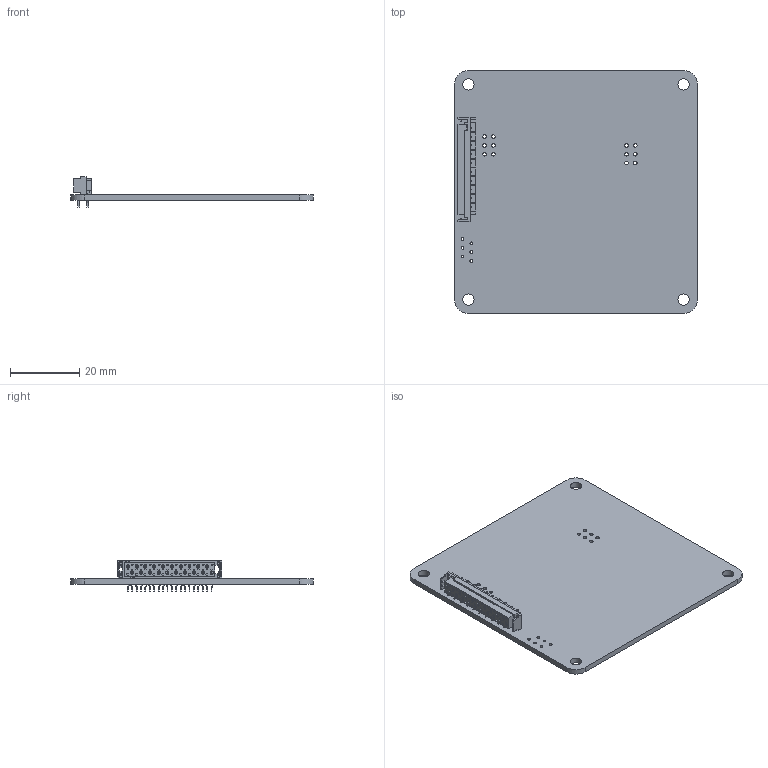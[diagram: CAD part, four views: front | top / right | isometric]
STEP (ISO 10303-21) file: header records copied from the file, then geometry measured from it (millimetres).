
FILE_DESCRIPTION(('FreeCAD Model'),'2;1');
FILE_NAME('Brake_Light_Shutdown_Sensing1.step', '2018-02-23T15:17:41',('kicad StepUp'),('ksu MCAD'), 'Open CASCADE STEP processor 6.8','FreeCAD','Unknown');
FILE_SCHEMA(('AUTOMOTIVE_DESIGN_CC2 { 1 2 10303 214 -1 1 5 4 }'));
Length unit declared in the file: millimetre
Products named in the file (2): Pcb; C-2-338070-0_
Bounding box: 70 x 70 x 8.76 mm (x, y, z)
Volume: 8283.2 mm3; surface area: 11438.4 mm2
Topology: 2 solids, 2 shells, 1790 faces, 5069 edges, 3379 vertices
Faces by surface type: plane 1360, cylinder 430
Full cylindrical faces by diameter (mm): 0.8 x26, 1.016 x12, 3.264 x4
Entity records: 57881 total; most frequent: CARTESIAN_POINT 10339, ORIENTED_EDGE 10138, DIRECTION 9471, EDGE_CURVE 5069, LINE 4209, VECTOR 4209, VERTEX_POINT 3379, AXIS2_PLACEMENT_3D 2631
